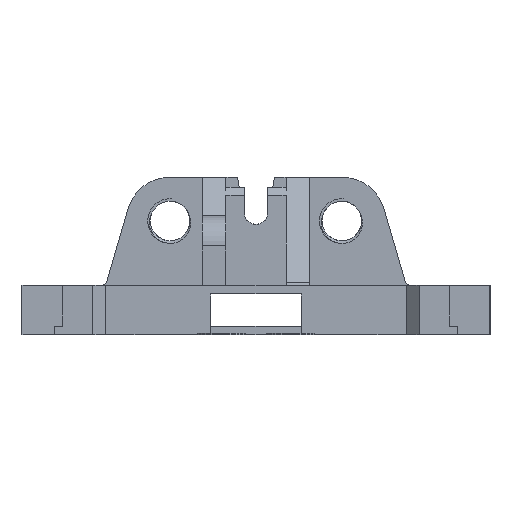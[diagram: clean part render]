
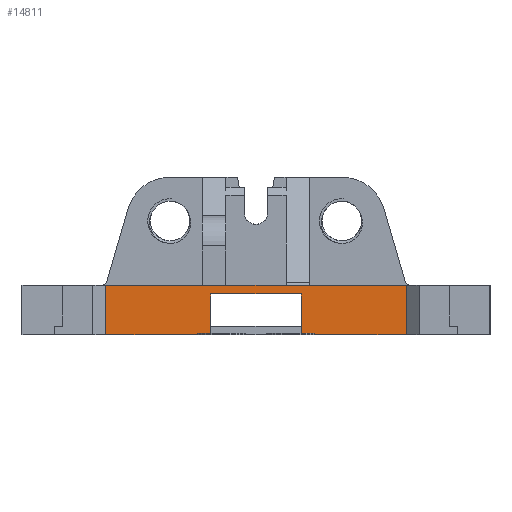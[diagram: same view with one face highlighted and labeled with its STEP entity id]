
A CAD part, front view. The second image highlights one B-rep face of the part: STEP entity #14811.
In plain terms, the highlighted face is planar.
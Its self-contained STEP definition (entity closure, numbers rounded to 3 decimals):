
#67 = LINE ( 'NONE', #7545, #7396 ) ;
#199 = LINE ( 'NONE', #14478, #4709 ) ;
#295 = EDGE_CURVE ( 'NONE', #6238, #4111, #15035, .T. ) ;
#887 = DIRECTION ( 'NONE',  ( 0., 0., -1. ) ) ;
#1016 = DIRECTION ( 'NONE',  ( 0., 0., -1. ) ) ;
#1022 = DIRECTION ( 'NONE',  ( 0., 0., 1. ) ) ;
#1090 = CARTESIAN_POINT ( 'NONE',  ( 112.166, 5., -0.4 ) ) ;
#1237 = EDGE_CURVE ( 'NONE', #14642, #6623, #7771, .T. ) ;
#1259 = EDGE_CURVE ( 'NONE', #5769, #9723, #11029, .T. ) ;
#1367 = DIRECTION ( 'NONE',  ( 0., -1., 0. ) ) ;
#1441 = EDGE_CURVE ( 'NONE', #6623, #9723, #67, .T. ) ;
#1703 = LINE ( 'NONE', #10913, #15331 ) ;
#1846 = CARTESIAN_POINT ( 'NONE',  ( 112.166, 29.5, -6.5 ) ) ;
#2072 = ORIENTED_EDGE ( 'NONE', *, *, #8379, .T. ) ;
#2529 = VECTOR ( 'NONE', #10160, 1000. ) ;
#3070 = CARTESIAN_POINT ( 'NONE',  ( 112.166, 53.601, 0. ) ) ;
#3133 = CARTESIAN_POINT ( 'NONE',  ( 112.166, 26.399, -0.4 ) ) ;
#3243 = EDGE_LOOP ( 'NONE', ( #5722, #2072, #12899, #6466, #3316, #6058, #15025, #4297, #3970, #6811, #13742, #14135 ) ) ;
#3269 = CARTESIAN_POINT ( 'NONE',  ( 112.166, 26.399, 0. ) ) ;
#3316 = ORIENTED_EDGE ( 'NONE', *, *, #1237, .F. ) ;
#3448 = DIRECTION ( 'NONE',  ( -1., 0., 0. ) ) ;
#3916 = EDGE_CURVE ( 'NONE', #5454, #5659, #5657, .T. ) ;
#3970 = ORIENTED_EDGE ( 'NONE', *, *, #3916, .F. ) ;
#4111 = VERTEX_POINT ( 'NONE', #3269 ) ;
#4131 = EDGE_CURVE ( 'NONE', #4111, #14642, #1703, .T. ) ;
#4297 = ORIENTED_EDGE ( 'NONE', *, *, #15024, .T. ) ;
#4319 = VERTEX_POINT ( 'NONE', #14945 ) ;
#4401 = VECTOR ( 'NONE', #9223, 1000. ) ;
#4416 = VECTOR ( 'NONE', #1016, 1000. ) ;
#4581 = CARTESIAN_POINT ( 'NONE',  ( 112.166, 75., 0. ) ) ;
#4592 = LINE ( 'NONE', #7888, #11216 ) ;
#4709 = VECTOR ( 'NONE', #12058, 1000. ) ;
#4991 = CARTESIAN_POINT ( 'NONE',  ( 112.166, 75., -6.5 ) ) ;
#5062 = AXIS2_PLACEMENT_3D ( 'NONE', #15457, #3448, #1022 ) ;
#5338 = VECTOR ( 'NONE', #7290, 1000. ) ;
#5454 = VERTEX_POINT ( 'NONE', #10066 ) ;
#5657 = LINE ( 'NONE', #1846, #6958 ) ;
#5659 = VERTEX_POINT ( 'NONE', #14489 ) ;
#5722 = ORIENTED_EDGE ( 'NONE', *, *, #8052, .F. ) ;
#5769 = VERTEX_POINT ( 'NONE', #6200 ) ;
#6058 = ORIENTED_EDGE ( 'NONE', *, *, #4131, .F. ) ;
#6067 = VECTOR ( 'NONE', #8145, 1000. ) ;
#6200 = CARTESIAN_POINT ( 'NONE',  ( 112.166, 75., 0. ) ) ;
#6238 = VERTEX_POINT ( 'NONE', #10413 ) ;
#6466 = ORIENTED_EDGE ( 'NONE', *, *, #1441, .F. ) ;
#6623 = VERTEX_POINT ( 'NONE', #12395 ) ;
#6811 = ORIENTED_EDGE ( 'NONE', *, *, #11439, .F. ) ;
#6880 = CARTESIAN_POINT ( 'NONE',  ( 112.166, 50.5, -0.4 ) ) ;
#6947 = CARTESIAN_POINT ( 'NONE',  ( 112.166, 53.601, -0.4 ) ) ;
#6958 = VECTOR ( 'NONE', #11508, 1000. ) ;
#7290 = DIRECTION ( 'NONE',  ( 0., 0., -1. ) ) ;
#7396 = VECTOR ( 'NONE', #14903, 1000. ) ;
#7545 = CARTESIAN_POINT ( 'NONE',  ( 112.166, 5., -11.5 ) ) ;
#7771 = LINE ( 'NONE', #9741, #5338 ) ;
#7888 = CARTESIAN_POINT ( 'NONE',  ( 112.166, 5., -0.4 ) ) ;
#8052 = EDGE_CURVE ( 'NONE', #14616, #4319, #8946, .T. ) ;
#8145 = DIRECTION ( 'NONE',  ( 0., 1., 0. ) ) ;
#8379 = EDGE_CURVE ( 'NONE', #14616, #5769, #15211, .T. ) ;
#8946 = LINE ( 'NONE', #6947, #4416 ) ;
#9135 = DIRECTION ( 'NONE',  ( 0., 1., 0. ) ) ;
#9147 = CARTESIAN_POINT ( 'NONE',  ( 112.166, 5., 0. ) ) ;
#9223 = DIRECTION ( 'NONE',  ( 0., 1., 0. ) ) ;
#9271 = LINE ( 'NONE', #1090, #6067 ) ;
#9421 = CARTESIAN_POINT ( 'NONE',  ( 112.166, 50.5, -6.5 ) ) ;
#9508 = EDGE_CURVE ( 'NONE', #9525, #4319, #9271, .T. ) ;
#9525 = VERTEX_POINT ( 'NONE', #6880 ) ;
#9537 = EDGE_CURVE ( 'NONE', #9525, #14310, #13081, .T. ) ;
#9575 = CARTESIAN_POINT ( 'NONE',  ( 112.166, 75., -11.5 ) ) ;
#9723 = VERTEX_POINT ( 'NONE', #9575 ) ;
#9741 = CARTESIAN_POINT ( 'NONE',  ( 112.166, 5., -6.5 ) ) ;
#10066 = CARTESIAN_POINT ( 'NONE',  ( 112.166, 29.5, -9.5 ) ) ;
#10160 = DIRECTION ( 'NONE',  ( 0., 0., 1. ) ) ;
#10256 = FACE_OUTER_BOUND ( 'NONE', #3243, .T. ) ;
#10413 = CARTESIAN_POINT ( 'NONE',  ( 112.166, 26.399, -0.4 ) ) ;
#10913 = CARTESIAN_POINT ( 'NONE',  ( 112.166, 5., 0. ) ) ;
#11029 = LINE ( 'NONE', #4991, #15572 ) ;
#11216 = VECTOR ( 'NONE', #9135, 1000. ) ;
#11439 = EDGE_CURVE ( 'NONE', #14310, #5454, #199, .T. ) ;
#11508 = DIRECTION ( 'NONE',  ( 0., 0., 1. ) ) ;
#12058 = DIRECTION ( 'NONE',  ( 0., -1., 0. ) ) ;
#12128 = VECTOR ( 'NONE', #887, 1000. ) ;
#12134 = DIRECTION ( 'NONE',  ( 0., 0., -1. ) ) ;
#12395 = CARTESIAN_POINT ( 'NONE',  ( 112.166, 5., -11.5 ) ) ;
#12899 = ORIENTED_EDGE ( 'NONE', *, *, #1259, .T. ) ;
#13081 = LINE ( 'NONE', #9421, #12128 ) ;
#13742 = ORIENTED_EDGE ( 'NONE', *, *, #9537, .F. ) ;
#14135 = ORIENTED_EDGE ( 'NONE', *, *, #9508, .T. ) ;
#14310 = VERTEX_POINT ( 'NONE', #14593 ) ;
#14318 = PLANE ( 'NONE',  #5062 ) ;
#14478 = CARTESIAN_POINT ( 'NONE',  ( 112.166, 5., -9.5 ) ) ;
#14489 = CARTESIAN_POINT ( 'NONE',  ( 112.166, 29.5, -0.4 ) ) ;
#14593 = CARTESIAN_POINT ( 'NONE',  ( 112.166, 50.5, -9.5 ) ) ;
#14616 = VERTEX_POINT ( 'NONE', #3070 ) ;
#14642 = VERTEX_POINT ( 'NONE', #9147 ) ;
#14811 = ADVANCED_FACE ( 'NONE', ( #10256 ), #14318, .T. ) ;
#14903 = DIRECTION ( 'NONE',  ( 0., 1., 0. ) ) ;
#14945 = CARTESIAN_POINT ( 'NONE',  ( 112.166, 53.601, -0.4 ) ) ;
#15024 = EDGE_CURVE ( 'NONE', #6238, #5659, #4592, .T. ) ;
#15025 = ORIENTED_EDGE ( 'NONE', *, *, #295, .F. ) ;
#15035 = LINE ( 'NONE', #3133, #2529 ) ;
#15211 = LINE ( 'NONE', #4581, #4401 ) ;
#15331 = VECTOR ( 'NONE', #1367, 1000. ) ;
#15457 = CARTESIAN_POINT ( 'NONE',  ( 112.166, 5., -6.5 ) ) ;
#15572 = VECTOR ( 'NONE', #12134, 1000. ) ;
